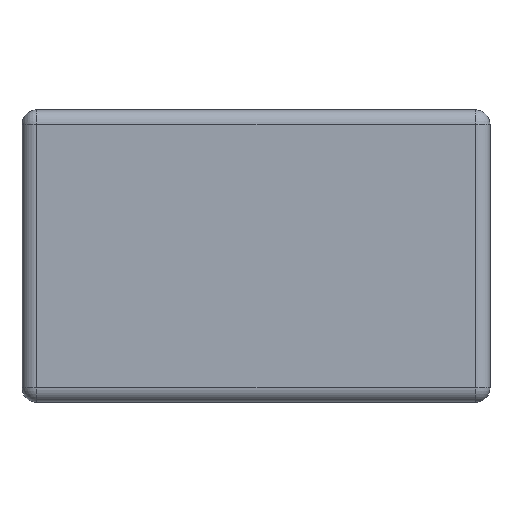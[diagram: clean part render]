
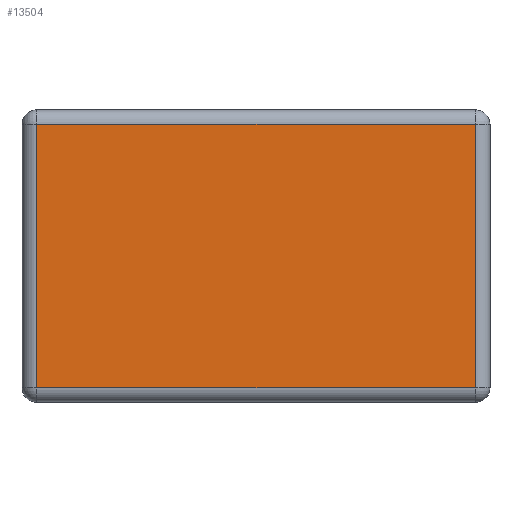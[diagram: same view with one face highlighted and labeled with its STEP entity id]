
A CAD part, left-side view. The second image highlights one B-rep face of the part: STEP entity #13504.
In plain terms, the highlighted planar face has unit normal (-1, 0, 0).
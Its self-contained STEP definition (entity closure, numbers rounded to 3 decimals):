
#13504 = ADVANCED_FACE('',(#13505),#13519,.F.);
#13505 = FACE_BOUND('',#13506,.F.);
#13506 = EDGE_LOOP('',(#13507,#13542,#13570,#13598));
#13507 = ORIENTED_EDGE('',*,*,#13508,.F.);
#13508 = EDGE_CURVE('',#13509,#13511,#13513,.T.);
#13509 = VERTEX_POINT('',#13510);
#13510 = CARTESIAN_POINT('',(-1.,-0.75,0.05));
#13511 = VERTEX_POINT('',#13512);
#13512 = CARTESIAN_POINT('',(-1.,-0.75,0.95));
#13513 = SURFACE_CURVE('',#13514,(#13518,#13530),.PCURVE_S1.);
#13514 = LINE('',#13515,#13516);
#13515 = CARTESIAN_POINT('',(-1.,-0.75,0.));
#13516 = VECTOR('',#13517,1.);
#13517 = DIRECTION('',(0.,0.,1.));
#13518 = PCURVE('',#13519,#13524);
#13519 = PLANE('',#13520);
#13520 = AXIS2_PLACEMENT_3D('',#13521,#13522,#13523);
#13521 = CARTESIAN_POINT('',(-1.,-0.8,0.));
#13522 = DIRECTION('',(1.,0.,0.));
#13523 = DIRECTION('',(0.,0.,1.));
#13524 = DEFINITIONAL_REPRESENTATION('',(#13525),#13529);
#13525 = LINE('',#13526,#13527);
#13526 = CARTESIAN_POINT('',(0.,-0.05));
#13527 = VECTOR('',#13528,1.);
#13528 = DIRECTION('',(1.,0.));
#13529 = ( GEOMETRIC_REPRESENTATION_CONTEXT(2) 
PARAMETRIC_REPRESENTATION_CONTEXT() REPRESENTATION_CONTEXT('2D SPACE',''
  ) );
#13530 = PCURVE('',#13531,#13536);
#13531 = CYLINDRICAL_SURFACE('',#13532,0.05);
#13532 = AXIS2_PLACEMENT_3D('',#13533,#13534,#13535);
#13533 = CARTESIAN_POINT('',(-0.95,-0.75,0.));
#13534 = DIRECTION('',(0.,0.,1.));
#13535 = DIRECTION('',(-1.,-0.,0.));
#13536 = DEFINITIONAL_REPRESENTATION('',(#13537),#13541);
#13537 = LINE('',#13538,#13539);
#13538 = CARTESIAN_POINT('',(0.,0.));
#13539 = VECTOR('',#13540,1.);
#13540 = DIRECTION('',(0.,1.));
#13541 = ( GEOMETRIC_REPRESENTATION_CONTEXT(2) 
PARAMETRIC_REPRESENTATION_CONTEXT() REPRESENTATION_CONTEXT('2D SPACE',''
  ) );
#13542 = ORIENTED_EDGE('',*,*,#13543,.T.);
#13543 = EDGE_CURVE('',#13509,#13544,#13546,.T.);
#13544 = VERTEX_POINT('',#13545);
#13545 = CARTESIAN_POINT('',(-1.,0.75,0.05));
#13546 = SURFACE_CURVE('',#13547,(#13551,#13558),.PCURVE_S1.);
#13547 = LINE('',#13548,#13549);
#13548 = CARTESIAN_POINT('',(-1.,-0.8,0.05));
#13549 = VECTOR('',#13550,1.);
#13550 = DIRECTION('',(0.,1.,0.));
#13551 = PCURVE('',#13519,#13552);
#13552 = DEFINITIONAL_REPRESENTATION('',(#13553),#13557);
#13553 = LINE('',#13554,#13555);
#13554 = CARTESIAN_POINT('',(0.05,0.));
#13555 = VECTOR('',#13556,1.);
#13556 = DIRECTION('',(0.,-1.));
#13557 = ( GEOMETRIC_REPRESENTATION_CONTEXT(2) 
PARAMETRIC_REPRESENTATION_CONTEXT() REPRESENTATION_CONTEXT('2D SPACE',''
  ) );
#13558 = PCURVE('',#13559,#13564);
#13559 = CYLINDRICAL_SURFACE('',#13560,0.05);
#13560 = AXIS2_PLACEMENT_3D('',#13561,#13562,#13563);
#13561 = CARTESIAN_POINT('',(-0.95,-0.8,0.05));
#13562 = DIRECTION('',(0.,1.,0.));
#13563 = DIRECTION('',(-1.,0.,0.));
#13564 = DEFINITIONAL_REPRESENTATION('',(#13565),#13569);
#13565 = LINE('',#13566,#13567);
#13566 = CARTESIAN_POINT('',(-0.,0.));
#13567 = VECTOR('',#13568,1.);
#13568 = DIRECTION('',(-0.,1.));
#13569 = ( GEOMETRIC_REPRESENTATION_CONTEXT(2) 
PARAMETRIC_REPRESENTATION_CONTEXT() REPRESENTATION_CONTEXT('2D SPACE',''
  ) );
#13570 = ORIENTED_EDGE('',*,*,#13571,.T.);
#13571 = EDGE_CURVE('',#13544,#13572,#13574,.T.);
#13572 = VERTEX_POINT('',#13573);
#13573 = CARTESIAN_POINT('',(-1.,0.75,0.95));
#13574 = SURFACE_CURVE('',#13575,(#13579,#13586),.PCURVE_S1.);
#13575 = LINE('',#13576,#13577);
#13576 = CARTESIAN_POINT('',(-1.,0.75,0.));
#13577 = VECTOR('',#13578,1.);
#13578 = DIRECTION('',(0.,0.,1.));
#13579 = PCURVE('',#13519,#13580);
#13580 = DEFINITIONAL_REPRESENTATION('',(#13581),#13585);
#13581 = LINE('',#13582,#13583);
#13582 = CARTESIAN_POINT('',(0.,-1.55));
#13583 = VECTOR('',#13584,1.);
#13584 = DIRECTION('',(1.,0.));
#13585 = ( GEOMETRIC_REPRESENTATION_CONTEXT(2) 
PARAMETRIC_REPRESENTATION_CONTEXT() REPRESENTATION_CONTEXT('2D SPACE',''
  ) );
#13586 = PCURVE('',#13587,#13592);
#13587 = CYLINDRICAL_SURFACE('',#13588,0.05);
#13588 = AXIS2_PLACEMENT_3D('',#13589,#13590,#13591);
#13589 = CARTESIAN_POINT('',(-0.95,0.75,0.));
#13590 = DIRECTION('',(0.,0.,1.));
#13591 = DIRECTION('',(-1.,-0.,0.));
#13592 = DEFINITIONAL_REPRESENTATION('',(#13593),#13597);
#13593 = LINE('',#13594,#13595);
#13594 = CARTESIAN_POINT('',(-0.,0.));
#13595 = VECTOR('',#13596,1.);
#13596 = DIRECTION('',(-0.,1.));
#13597 = ( GEOMETRIC_REPRESENTATION_CONTEXT(2) 
PARAMETRIC_REPRESENTATION_CONTEXT() REPRESENTATION_CONTEXT('2D SPACE',''
  ) );
#13598 = ORIENTED_EDGE('',*,*,#13599,.F.);
#13599 = EDGE_CURVE('',#13511,#13572,#13600,.T.);
#13600 = SURFACE_CURVE('',#13601,(#13605,#13612),.PCURVE_S1.);
#13601 = LINE('',#13602,#13603);
#13602 = CARTESIAN_POINT('',(-1.,-0.8,0.95));
#13603 = VECTOR('',#13604,1.);
#13604 = DIRECTION('',(0.,1.,0.));
#13605 = PCURVE('',#13519,#13606);
#13606 = DEFINITIONAL_REPRESENTATION('',(#13607),#13611);
#13607 = LINE('',#13608,#13609);
#13608 = CARTESIAN_POINT('',(0.95,0.));
#13609 = VECTOR('',#13610,1.);
#13610 = DIRECTION('',(0.,-1.));
#13611 = ( GEOMETRIC_REPRESENTATION_CONTEXT(2) 
PARAMETRIC_REPRESENTATION_CONTEXT() REPRESENTATION_CONTEXT('2D SPACE',''
  ) );
#13612 = PCURVE('',#13613,#13618);
#13613 = CYLINDRICAL_SURFACE('',#13614,0.05);
#13614 = AXIS2_PLACEMENT_3D('',#13615,#13616,#13617);
#13615 = CARTESIAN_POINT('',(-0.95,-0.8,0.95));
#13616 = DIRECTION('',(0.,1.,0.));
#13617 = DIRECTION('',(-1.,0.,0.));
#13618 = DEFINITIONAL_REPRESENTATION('',(#13619),#13623);
#13619 = LINE('',#13620,#13621);
#13620 = CARTESIAN_POINT('',(0.,0.));
#13621 = VECTOR('',#13622,1.);
#13622 = DIRECTION('',(0.,1.));
#13623 = ( GEOMETRIC_REPRESENTATION_CONTEXT(2) 
PARAMETRIC_REPRESENTATION_CONTEXT() REPRESENTATION_CONTEXT('2D SPACE',''
  ) );
